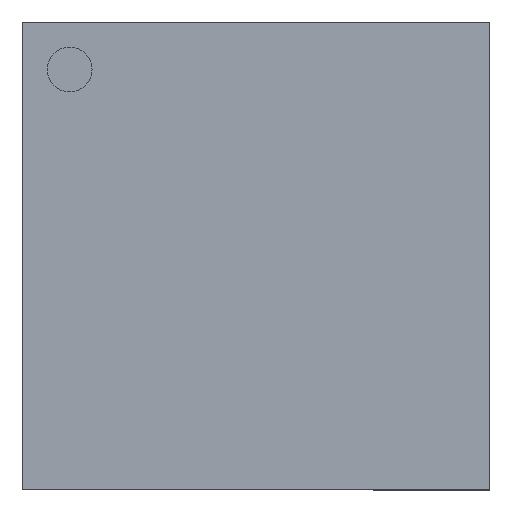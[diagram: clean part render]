
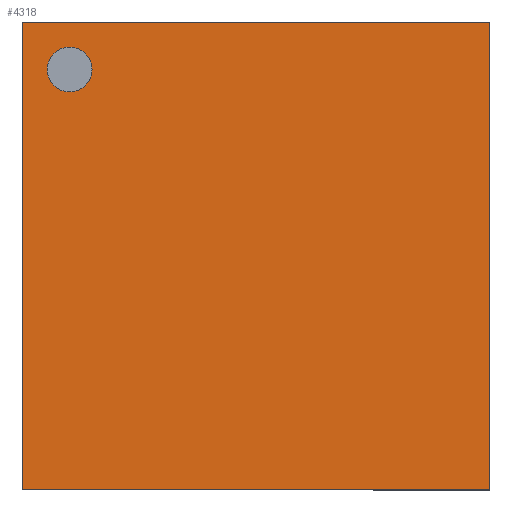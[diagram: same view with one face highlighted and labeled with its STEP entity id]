
A CAD part, top view. The second image highlights one B-rep face of the part: STEP entity #4318.
In plain terms, the highlighted planar face has unit normal (0, 0, 1).
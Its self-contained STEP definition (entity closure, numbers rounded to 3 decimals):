
#3354=CARTESIAN_POINT('',(-2.79,2.49,1.92));
#3355=VERTEX_POINT('',#3354);
#3364=CARTESIAN_POINT('',(-2.19,2.49,1.92));
#3365=VERTEX_POINT('',#3364);
#3366=CARTESIAN_POINT('',(-2.49,2.49,1.92));
#3367=DIRECTION('',(0.0,0.0,-1.0));
#3368=DIRECTION('',(-1.0,0.0,0.0));
#3369=AXIS2_PLACEMENT_3D('',#3366,#3367,#3368);
#3370=CIRCLE('',#3369,0.3);
#3371=EDGE_CURVE('',#3365,#3355,#3370,.T.);
#3405=CARTESIAN_POINT('',(-2.49,2.49,1.92));
#3406=DIRECTION('',(0.0,0.0,-1.0));
#3407=DIRECTION('',(-1.0,0.0,0.0));
#3408=AXIS2_PLACEMENT_3D('',#3405,#3406,#3407);
#3409=CIRCLE('',#3408,0.3);
#3410=EDGE_CURVE('',#3355,#3365,#3409,.T.);
#4275=CARTESIAN_POINT('',(0.0,0.0,1.92));
#4276=DIRECTION('',(0.0,0.0,1.0));
#4277=DIRECTION('',(0.0,-1.0,0.0));
#4278=AXIS2_PLACEMENT_3D('',#4275,#4276,#4277);
#4279=PLANE('',#4278);
#4280=CARTESIAN_POINT('',(-3.125,-3.125,1.92));
#4281=VERTEX_POINT('',#4280);
#4282=CARTESIAN_POINT('',(3.125,-3.125,1.92));
#4283=VERTEX_POINT('',#4282);
#4284=CARTESIAN_POINT('',(-3.125,-3.125,1.92));
#4285=DIRECTION('',(1.0,0.0,0.0));
#4286=VECTOR('',#4285,6.25);
#4287=LINE('',#4284,#4286);
#4288=EDGE_CURVE('',#4281,#4283,#4287,.T.);
#4289=ORIENTED_EDGE('',*,*,#4288,.T.);
#4290=CARTESIAN_POINT('',(3.125,3.125,1.92));
#4291=VERTEX_POINT('',#4290);
#4292=CARTESIAN_POINT('',(3.125,-3.125,1.92));
#4293=DIRECTION('',(0.0,1.0,0.0));
#4294=VECTOR('',#4293,6.25);
#4295=LINE('',#4292,#4294);
#4296=EDGE_CURVE('',#4283,#4291,#4295,.T.);
#4297=ORIENTED_EDGE('',*,*,#4296,.T.);
#4298=CARTESIAN_POINT('',(-3.125,3.125,1.92));
#4299=VERTEX_POINT('',#4298);
#4300=CARTESIAN_POINT('',(3.125,3.125,1.92));
#4301=DIRECTION('',(-1.0,0.0,0.0));
#4302=VECTOR('',#4301,6.25);
#4303=LINE('',#4300,#4302);
#4304=EDGE_CURVE('',#4291,#4299,#4303,.T.);
#4305=ORIENTED_EDGE('',*,*,#4304,.T.);
#4306=CARTESIAN_POINT('',(-3.125,3.125,1.92));
#4307=DIRECTION('',(0.0,-1.0,0.0));
#4308=VECTOR('',#4307,6.25);
#4309=LINE('',#4306,#4308);
#4310=EDGE_CURVE('',#4299,#4281,#4309,.T.);
#4311=ORIENTED_EDGE('',*,*,#4310,.T.);
#4312=EDGE_LOOP('',(#4289,#4297,#4305,#4311));
#4313=FACE_OUTER_BOUND('',#4312,.T.);
#4314=ORIENTED_EDGE('',*,*,#3371,.T.);
#4315=ORIENTED_EDGE('',*,*,#3410,.T.);
#4316=EDGE_LOOP('',(#4314,#4315));
#4317=FACE_BOUND('',#4316,.T.);
#4318=ADVANCED_FACE('',(#4313,#4317),#4279,.T.);
